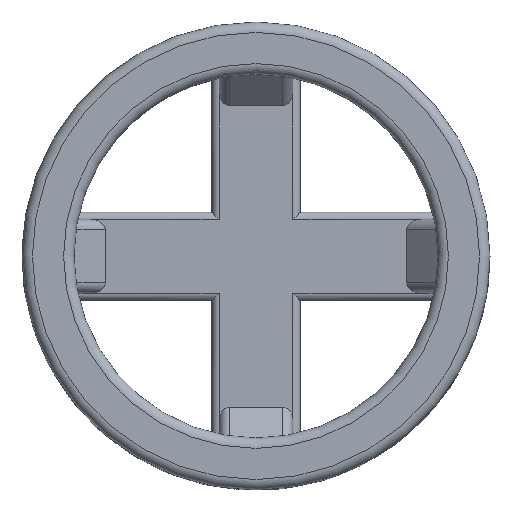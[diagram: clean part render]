
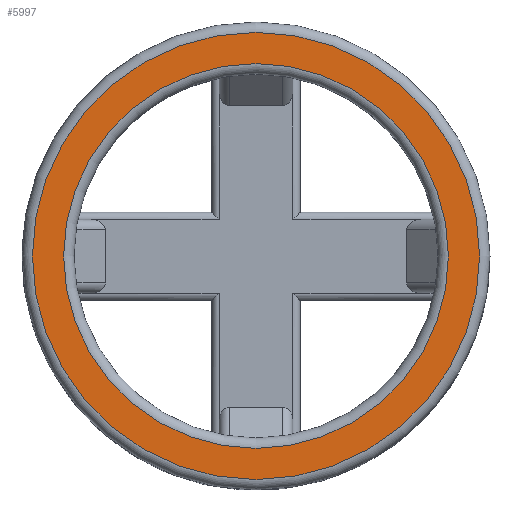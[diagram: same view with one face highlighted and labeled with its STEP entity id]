
A CAD part, top view. The second image highlights one B-rep face of the part: STEP entity #5997.
In plain terms, the highlighted planar face has unit normal (0, 0, 1).
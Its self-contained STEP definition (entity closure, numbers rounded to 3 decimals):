
#1219 = TOROIDAL_SURFACE('',#1220,18.5,1.);
#1220 = AXIS2_PLACEMENT_3D('',#1221,#1222,#1223);
#1221 = CARTESIAN_POINT('',(0.,0.,21.));
#1222 = DIRECTION('',(0.,0.,1.));
#1223 = DIRECTION('',(1.,0.,-0.));
#4629 = VERTEX_POINT('',#4630);
#4630 = CARTESIAN_POINT('',(18.5,0.,22.));
#4650 = EDGE_CURVE('',#4629,#4629,#4651,.T.);
#4651 = SURFACE_CURVE('',#4652,(#4657,#4664),.PCURVE_S1.);
#4652 = CIRCLE('',#4653,18.5);
#4653 = AXIS2_PLACEMENT_3D('',#4654,#4655,#4656);
#4654 = CARTESIAN_POINT('',(0.,0.,22.));
#4655 = DIRECTION('',(0.,0.,1.));
#4656 = DIRECTION('',(1.,0.,-0.));
#4657 = PCURVE('',#1219,#4658);
#4658 = DEFINITIONAL_REPRESENTATION('',(#4659),#4663);
#4659 = LINE('',#4660,#4661);
#4660 = CARTESIAN_POINT('',(0.,1.571));
#4661 = VECTOR('',#4662,1.);
#4662 = DIRECTION('',(1.,0.));
#4663 = ( GEOMETRIC_REPRESENTATION_CONTEXT(2) 
PARAMETRIC_REPRESENTATION_CONTEXT() REPRESENTATION_CONTEXT('2D SPACE',''
  ) );
#4664 = PCURVE('',#4665,#4670);
#4665 = PLANE('',#4666);
#4666 = AXIS2_PLACEMENT_3D('',#4667,#4668,#4669);
#4667 = CARTESIAN_POINT('',(0.,0.,22.)
  );
#4668 = DIRECTION('',(0.,0.,1.));
#4669 = DIRECTION('',(1.,0.,-0.));
#4670 = DEFINITIONAL_REPRESENTATION('',(#4671),#4675);
#4671 = CIRCLE('',#4672,18.5);
#4672 = AXIS2_PLACEMENT_2D('',#4673,#4674);
#4673 = CARTESIAN_POINT('',(0.,0.));
#4674 = DIRECTION('',(1.,0.));
#4675 = ( GEOMETRIC_REPRESENTATION_CONTEXT(2) 
PARAMETRIC_REPRESENTATION_CONTEXT() REPRESENTATION_CONTEXT('2D SPACE',''
  ) );
#5997 = ADVANCED_FACE('',(#5998,#6029),#4665,.T.);
#5998 = FACE_BOUND('',#5999,.T.);
#5999 = EDGE_LOOP('',(#6000));
#6000 = ORIENTED_EDGE('',*,*,#6001,.T.);
#6001 = EDGE_CURVE('',#6002,#6002,#6004,.T.);
#6002 = VERTEX_POINT('',#6003);
#6003 = CARTESIAN_POINT('',(21.5,0.,22.));
#6004 = SURFACE_CURVE('',#6005,(#6010,#6017),.PCURVE_S1.);
#6005 = CIRCLE('',#6006,21.5);
#6006 = AXIS2_PLACEMENT_3D('',#6007,#6008,#6009);
#6007 = CARTESIAN_POINT('',(0.,0.,22.));
#6008 = DIRECTION('',(0.,0.,1.));
#6009 = DIRECTION('',(1.,0.,-0.));
#6010 = PCURVE('',#4665,#6011);
#6011 = DEFINITIONAL_REPRESENTATION('',(#6012),#6016);
#6012 = CIRCLE('',#6013,21.5);
#6013 = AXIS2_PLACEMENT_2D('',#6014,#6015);
#6014 = CARTESIAN_POINT('',(0.,0.));
#6015 = DIRECTION('',(1.,0.));
#6016 = ( GEOMETRIC_REPRESENTATION_CONTEXT(2) 
PARAMETRIC_REPRESENTATION_CONTEXT() REPRESENTATION_CONTEXT('2D SPACE',''
  ) );
#6017 = PCURVE('',#6018,#6023);
#6018 = TOROIDAL_SURFACE('',#6019,21.5,1.);
#6019 = AXIS2_PLACEMENT_3D('',#6020,#6021,#6022);
#6020 = CARTESIAN_POINT('',(0.,0.,21.));
#6021 = DIRECTION('',(0.,0.,1.));
#6022 = DIRECTION('',(1.,0.,-0.));
#6023 = DEFINITIONAL_REPRESENTATION('',(#6024),#6028);
#6024 = LINE('',#6025,#6026);
#6025 = CARTESIAN_POINT('',(0.,1.571));
#6026 = VECTOR('',#6027,1.);
#6027 = DIRECTION('',(1.,0.));
#6028 = ( GEOMETRIC_REPRESENTATION_CONTEXT(2) 
PARAMETRIC_REPRESENTATION_CONTEXT() REPRESENTATION_CONTEXT('2D SPACE',''
  ) );
#6029 = FACE_BOUND('',#6030,.T.);
#6030 = EDGE_LOOP('',(#6031));
#6031 = ORIENTED_EDGE('',*,*,#4650,.F.);
